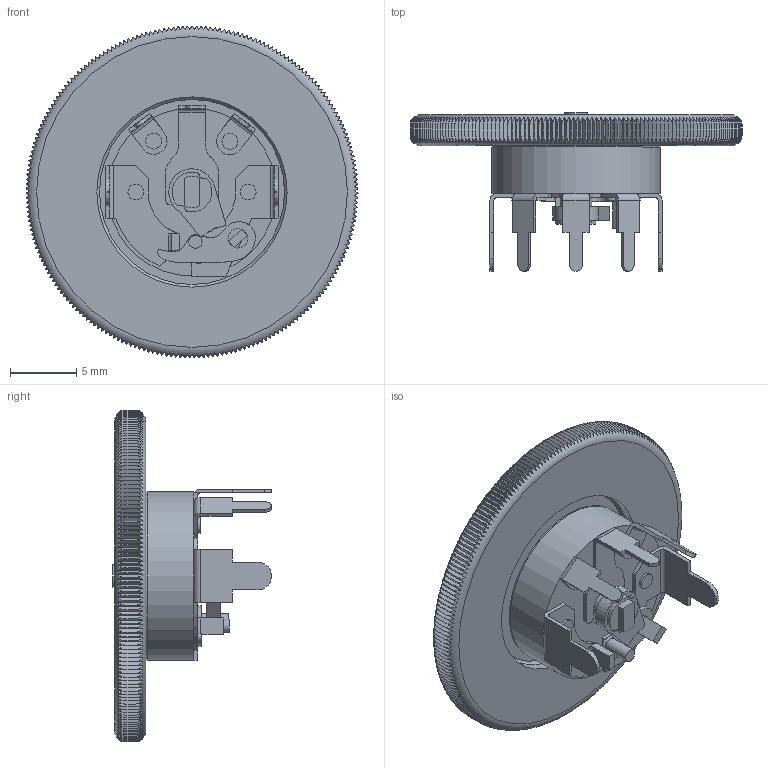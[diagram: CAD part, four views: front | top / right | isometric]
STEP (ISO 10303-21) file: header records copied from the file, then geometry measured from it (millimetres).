
FILE_DESCRIPTION(/* description */ (''),/* implementation_level */ '2;1');
FILE_NAME(/* name */ 'FuStar RV12 Potentiometer.step',/* time_stamp */ '2023-11-22T02:59:54-08:00',/* author */ (''),/* organization */ (''),/* preprocessor_version */ 'ST-DEVELOPER v20',/* originating_system */ 'Autodesk Translation Framework v12.14.0.127',/* authorisation */ '');
FILE_SCHEMA (('AUTOMOTIVE_DESIGN { 1 0 10303 214 3 1 1 }'));
Length unit declared in the file: millimetre
Products named in the file (1): FuStar RV12 Potentiometer
Bounding box: 25.02 x 11.95 x 25.02 mm (x, y, z)
Volume: 1502.9 mm3; surface area: 2456.1 mm2
Topology: 13 solids, 13 shells, 657 faces, 1855 edges, 1235 vertices
Faces by surface type: plane 582, cylinder 66, cone 4, bspline 3, torus 2
Full cylindrical faces by diameter (mm): 1 x1, 1.2 x4, 1.46 x1, 1.68 x2, 2.4 x1, 3.5 x3, 6.95 x1, 12.67 x2, 14.34 x1
Entity records: 25802 total; most frequent: CARTESIAN_POINT 10350, ORIENTED_EDGE 3710, DIRECTION 2410, EDGE_CURVE 1855, VERTEX_POINT 1235, B_SPLINE_CURVE_WITH_KNOTS 897, LINE 804, VECTOR 804
